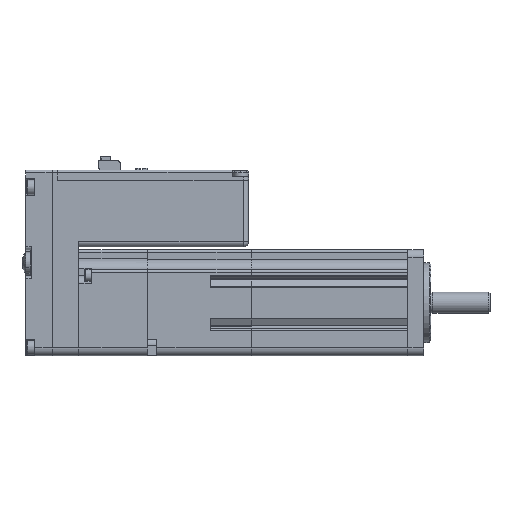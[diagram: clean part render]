
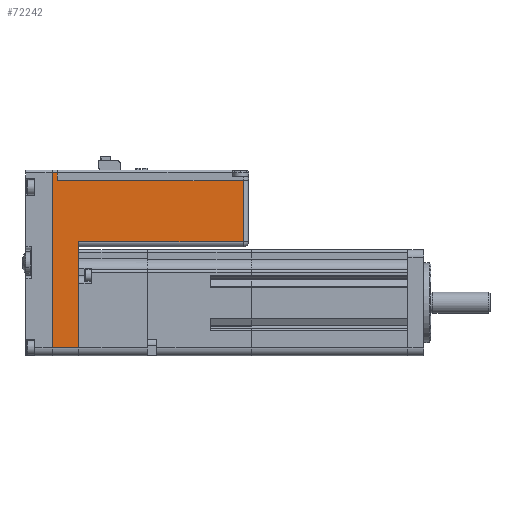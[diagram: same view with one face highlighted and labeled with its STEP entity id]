
A CAD part, front view. The second image highlights one B-rep face of the part: STEP entity #72242.
In plain terms, the highlighted planar face has unit normal (0, -1, 0).
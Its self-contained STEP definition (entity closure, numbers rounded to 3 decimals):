
#3720 = DIRECTION ( 'NONE',  ( 0., 0., -1. ) ) ;
#3810 = CARTESIAN_POINT ( 'NONE',  ( -68., -20., 23. ) ) ;
#4287 = VERTEX_POINT ( 'NONE', #14008 ) ;
#4417 = DIRECTION ( 'NONE',  ( 1., 0., 0. ) ) ;
#5550 = VERTEX_POINT ( 'NONE', #40339 ) ;
#8207 = EDGE_CURVE ( 'NONE', #65077, #23333, #31140, .T. ) ;
#9202 = EDGE_CURVE ( 'NONE', #63162, #82515, #24735, .T. ) ;
#11237 = LINE ( 'NONE', #46099, #44007 ) ;
#12019 = VECTOR ( 'NONE', #20001, 1000. ) ;
#14008 = CARTESIAN_POINT ( 'NONE',  ( -130., -20., 23. ) ) ;
#15237 = VERTEX_POINT ( 'NONE', #26362 ) ;
#15861 = VECTOR ( 'NONE', #75014, 1000. ) ;
#20001 = DIRECTION ( 'NONE',  ( 0., 0., 1. ) ) ;
#20933 = CARTESIAN_POINT ( 'NONE',  ( -130., -20., -17. ) ) ;
#21128 = EDGE_CURVE ( 'NONE', #70976, #15237, #82852, .T. ) ;
#23333 = VERTEX_POINT ( 'NONE', #71953 ) ;
#24423 = ORIENTED_EDGE ( 'NONE', *, *, #68212, .T. ) ;
#24450 = DIRECTION ( 'NONE',  ( 0., 0., -1. ) ) ;
#24735 = LINE ( 'NONE', #20933, #25128 ) ;
#24743 = DIRECTION ( 'NONE',  ( 1., 0., 0. ) ) ;
#25128 = VECTOR ( 'NONE', #24743, 1000. ) ;
#26362 = CARTESIAN_POINT ( 'NONE',  ( -140., -20., 49. ) ) ;
#27108 = CARTESIAN_POINT ( 'NONE',  ( -130., -20., 49. ) ) ;
#29357 = LINE ( 'NONE', #45758, #12019 ) ;
#29938 = VECTOR ( 'NONE', #4417, 1000. ) ;
#30206 = CARTESIAN_POINT ( 'NONE',  ( -140., -20., -17. ) ) ;
#31140 = LINE ( 'NONE', #80001, #15861 ) ;
#32901 = ORIENTED_EDGE ( 'NONE', *, *, #72889, .F. ) ;
#33412 = CARTESIAN_POINT ( 'NONE',  ( -138., -20., 49. ) ) ;
#35008 = EDGE_CURVE ( 'NONE', #4287, #82515, #75438, .T. ) ;
#36432 = ORIENTED_EDGE ( 'NONE', *, *, #62332, .T. ) ;
#37397 = CARTESIAN_POINT ( 'NONE',  ( -56.647, -20., 46. ) ) ;
#40289 = DIRECTION ( 'NONE',  ( -1., 0., 0. ) ) ;
#40339 = CARTESIAN_POINT ( 'NONE',  ( -138., -20., 46. ) ) ;
#40460 = VECTOR ( 'NONE', #24450, 1000. ) ;
#41028 = VECTOR ( 'NONE', #81754, 1000. ) ;
#42105 = CARTESIAN_POINT ( 'NONE',  ( -138., -20., 46. ) ) ;
#42981 = DIRECTION ( 'NONE',  ( 0., 1., 0. ) ) ;
#44007 = VECTOR ( 'NONE', #52611, 1000. ) ;
#45758 = CARTESIAN_POINT ( 'NONE',  ( -140., -20., -20. ) ) ;
#46099 = CARTESIAN_POINT ( 'NONE',  ( -130., -20., 23. ) ) ;
#49093 = ORIENTED_EDGE ( 'NONE', *, *, #9202, .T. ) ;
#49551 = ORIENTED_EDGE ( 'NONE', *, *, #8207, .T. ) ;
#52611 = DIRECTION ( 'NONE',  ( 1., 0., 0. ) ) ;
#53061 = ORIENTED_EDGE ( 'NONE', *, *, #82325, .F. ) ;
#53378 = AXIS2_PLACEMENT_3D ( 'NONE', #82364, #42981, #3720 ) ;
#58432 = LINE ( 'NONE', #42105, #41028 ) ;
#59554 = ORIENTED_EDGE ( 'NONE', *, *, #35008, .F. ) ;
#62102 = PLANE ( 'NONE',  #53378 ) ;
#62332 = EDGE_CURVE ( 'NONE', #5550, #70976, #58432, .T. ) ;
#63162 = VERTEX_POINT ( 'NONE', #30206 ) ;
#63626 = CARTESIAN_POINT ( 'NONE',  ( -130., -20., 21. ) ) ;
#64794 = LINE ( 'NONE', #37397, #29938 ) ;
#65077 = VERTEX_POINT ( 'NONE', #3810 ) ;
#65261 = VECTOR ( 'NONE', #40289, 1000. ) ;
#67669 = FACE_OUTER_BOUND ( 'NONE', #73760, .T. ) ;
#68212 = EDGE_CURVE ( 'NONE', #4287, #65077, #11237, .T. ) ;
#70976 = VERTEX_POINT ( 'NONE', #33412 ) ;
#71953 = CARTESIAN_POINT ( 'NONE',  ( -68., -20., 46. ) ) ;
#72242 = ADVANCED_FACE ( 'NONE', ( #67669 ), #62102, .F. ) ;
#72889 = EDGE_CURVE ( 'NONE', #63162, #15237, #29357, .T. ) ;
#73760 = EDGE_LOOP ( 'NONE', ( #36432, #85128, #32901, #49093, #59554, #24423, #49551, #53061 ) ) ;
#75014 = DIRECTION ( 'NONE',  ( 0., 0., 1. ) ) ;
#75438 = LINE ( 'NONE', #63626, #40460 ) ;
#78085 = CARTESIAN_POINT ( 'NONE',  ( -130., -20., -17. ) ) ;
#80001 = CARTESIAN_POINT ( 'NONE',  ( -68., -20., -20. ) ) ;
#81754 = DIRECTION ( 'NONE',  ( 0., 0., 1. ) ) ;
#82325 = EDGE_CURVE ( 'NONE', #5550, #23333, #64794, .T. ) ;
#82364 = CARTESIAN_POINT ( 'NONE',  ( -130., -20., -20. ) ) ;
#82515 = VERTEX_POINT ( 'NONE', #78085 ) ;
#82852 = LINE ( 'NONE', #27108, #65261 ) ;
#85128 = ORIENTED_EDGE ( 'NONE', *, *, #21128, .T. ) ;
